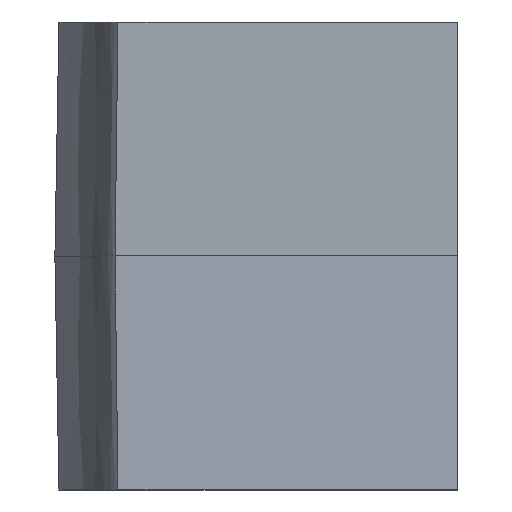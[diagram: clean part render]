
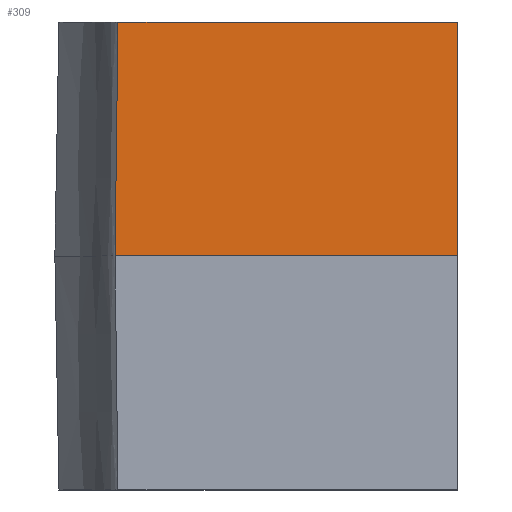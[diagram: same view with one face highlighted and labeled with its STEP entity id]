
A CAD part, top view. The second image highlights one B-rep face of the part: STEP entity #309.
In plain terms, the highlighted planar face has unit normal (0, 0.013, 1).
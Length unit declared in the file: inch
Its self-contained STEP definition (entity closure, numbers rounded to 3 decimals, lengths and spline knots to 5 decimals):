
#37=FACE_OUTER_BOUND('',#55,.T.);
#55=EDGE_LOOP('',(#229,#230,#231,#232));
#71=LINE('',#421,#102);
#88=LINE('',#500,#119);
#89=LINE('',#502,#120);
#90=LINE('',#503,#121);
#102=VECTOR('',#359,0.3937);
#119=VECTOR('',#384,0.3937);
#120=VECTOR('',#385,0.3937);
#121=VECTOR('',#386,0.3937);
#130=VERTEX_POINT('',#413);
#133=VERTEX_POINT('',#420);
#155=VERTEX_POINT('',#499);
#156=VERTEX_POINT('',#501);
#161=EDGE_CURVE('',#133,#130,#71,.T.);
#184=EDGE_CURVE('',#133,#155,#88,.T.);
#185=EDGE_CURVE('',#130,#156,#89,.T.);
#186=EDGE_CURVE('',#156,#155,#90,.T.);
#229=ORIENTED_EDGE('',*,*,#184,.F.);
#230=ORIENTED_EDGE('',*,*,#161,.T.);
#231=ORIENTED_EDGE('',*,*,#185,.T.);
#232=ORIENTED_EDGE('',*,*,#186,.T.);
#295=PLANE('',#341);
#309=ADVANCED_FACE('',(#37),#295,.F.);
#341=AXIS2_PLACEMENT_3D('',#498,#382,#383);
#359=DIRECTION('',(-0.012,-1.,0.012));
#382=DIRECTION('center_axis',(0.,-0.012,-1.));
#383=DIRECTION('ref_axis',(0.,1.,-0.012));
#384=DIRECTION('',(1.,0.,0.));
#385=DIRECTION('',(1.,0.,0.));
#386=DIRECTION('',(0.,1.,-0.012));
#413=CARTESIAN_POINT('',(-149.125,297.4,50.125));
#420=CARTESIAN_POINT('',(-149.,307.4,50.));
#421=CARTESIAN_POINT('',(-149.11871,297.90297,50.11871));
#498=CARTESIAN_POINT('Origin',(-149.,297.4,50.125));
#499=CARTESIAN_POINT('',(-134.5,307.4,50.));
#500=CARTESIAN_POINT('',(-149.,307.4,50.));
#501=CARTESIAN_POINT('',(-134.5,297.4,50.125));
#502=CARTESIAN_POINT('',(-149.,297.4,50.125));
#503=CARTESIAN_POINT('',(-134.5,297.41914,50.12476));
